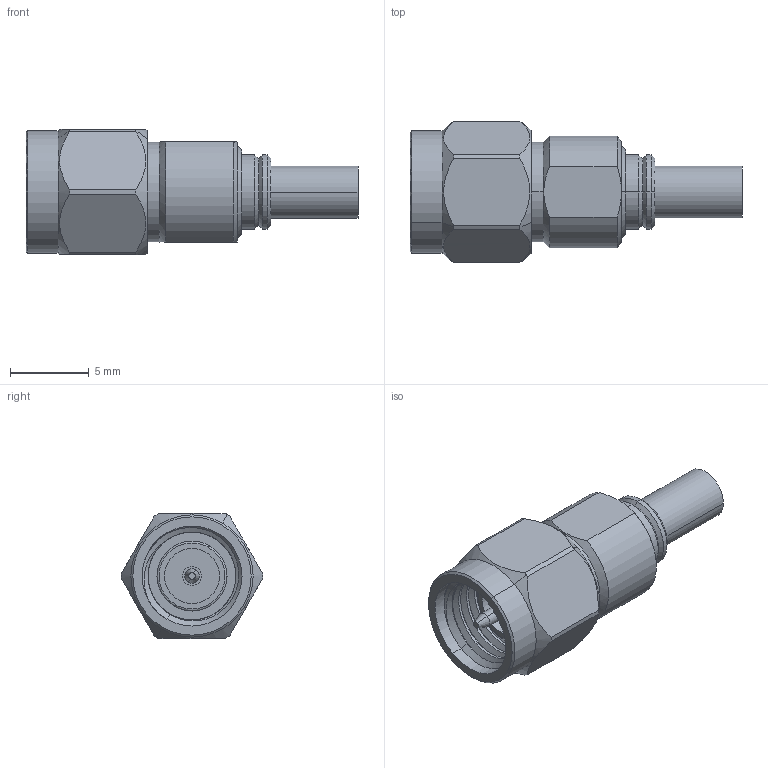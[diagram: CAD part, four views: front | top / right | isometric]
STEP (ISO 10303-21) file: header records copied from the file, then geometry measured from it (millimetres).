
FILE_DESCRIPTION (( 'STEP AP214' ), '1' );
FILE_NAME ('FMAD1003_3D.step', '2026-04-09T14:49:40', ( '' ), ( '' ), 'SwSTEP 2.0', 'SolidWorks 2025', '' );
FILE_SCHEMA (( 'AUTOMOTIVE_DESIGN' ));
Length unit declared in the file: inch
Products named in the file (1): FMAD1003_3D
Bounding box: 21.08 x 8.99 x 7.94 mm (x, y, z)
Volume: 559.4 mm3; surface area: 750.6 mm2
Topology: 1 solids, 1 shells, 108 faces, 251 edges, 157 vertices
Faces by surface type: cylinder 53, cone 27, plane 22, bspline 5, sphere 1
Entity records: 4412 total; most frequent: CARTESIAN_POINT 2004, DIRECTION 499, ORIENTED_EDGE 498, EDGE_CURVE 249, AXIS2_PLACEMENT_3D 206, VERTEX_POINT 156, EDGE_LOOP 121, FACE_OUTER_BOUND 108
